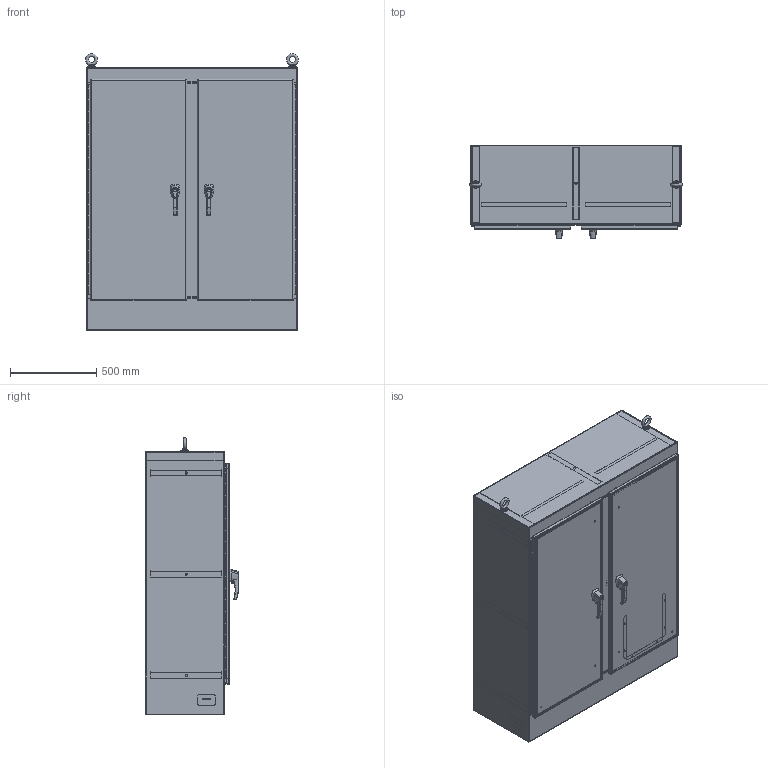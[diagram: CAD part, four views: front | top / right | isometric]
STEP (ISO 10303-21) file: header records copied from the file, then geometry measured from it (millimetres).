
FILE_DESCRIPTION (( 'STEP AP203' ), '1' );
FILE_NAME ('HN4FS604818SS.step', '2020-11-12T20:38:13', ( 'ADC123' ), ( 'Microsoft' ), 'SwSTEP 2.0', 'SolidWorks 2019', '' );
FILE_SCHEMA (( 'CONFIG_CONTROL_DESIGN' ));
Products named in the file (1): HN4FS604818SS
Bounding box: 1234.54 x 542.59 x 1606.64 mm (x, y, z)
Volume: 19246310.5 mm3; surface area: 15854628.6 mm2
Topology: 108 solids, 112 shells, 3018 faces, 7832 edges, 5094 vertices
Faces by surface type: plane 1568, cylinder 1082, bspline 238, cone 128, torus 2
Full cylindrical faces by diameter (mm): 2.54 x2, 4.394 x2, 4.976 x1, 5.105 x7, 5.893 x2, 5.918 x2, 6.248 x6, 6.35 x18, 6.528 x8, 7.112 x8, 7.137 x8, 7.442 x6, 7.722 x16, 7.937 x3, 7.938 x13, 7.95 x4, 8.128 x2, 8.255 x2, 8.484 x2, 8.89 x2, 9.398 x4, 9.525 x2, 9.906 x8, 10.49 x4, 11.176 x4, 12.7 x8, 13.335 x2, 13.376 x2, 15.24 x2, 15.85 x2
Entity records: 108446 total; most frequent: CARTESIAN_POINT 36130, ORIENTED_EDGE 15146, DIRECTION 14255, EDGE_CURVE 7573, VERTEX_POINT 5074, AXIS2_PLACEMENT_3D 4901, LINE 4453, VECTOR 4453
